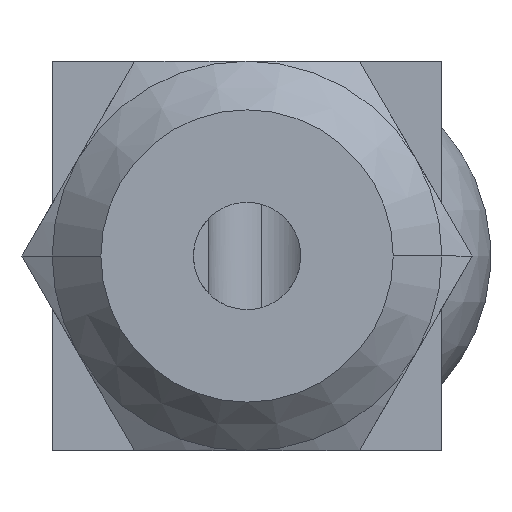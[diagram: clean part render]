
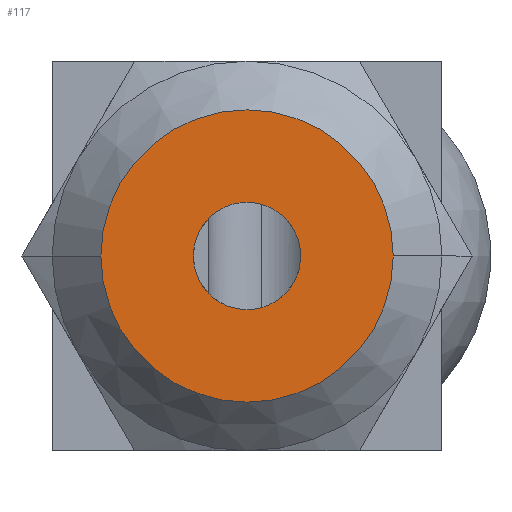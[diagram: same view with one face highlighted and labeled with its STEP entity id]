
A CAD part, front view. The second image highlights one B-rep face of the part: STEP entity #117.
In plain terms, the highlighted planar face has unit normal (0, -1, 0).
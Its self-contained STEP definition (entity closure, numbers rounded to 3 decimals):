
#117=ADVANCED_FACE('',(#261,#262),#263,.T.);
#261=FACE_BOUND('',#431,.T.);
#262=FACE_OUTER_BOUND('',#432,.T.);
#263=PLANE('',#433);
#431=EDGE_LOOP('',(#690,#691));
#432=EDGE_LOOP('',(#692,#693));
#433=AXIS2_PLACEMENT_3D('',#694,#695,#696);
#690=ORIENTED_EDGE('',*,*,#967,.T.);
#691=ORIENTED_EDGE('',*,*,#975,.T.);
#692=ORIENTED_EDGE('',*,*,#957,.F.);
#693=ORIENTED_EDGE('',*,*,#1001,.F.);
#694=CARTESIAN_POINT('',(-1.5,0.,0.0));
#695=DIRECTION('',(0.,-1.0,0.0));
#696=DIRECTION('',(1.0,0.,-0.0));
#957=EDGE_CURVE('',#1122,#1124,#1125,.T.);
#967=EDGE_CURVE('',#1141,#1138,#1142,.T.);
#975=EDGE_CURVE('',#1138,#1141,#1153,.T.);
#1001=EDGE_CURVE('',#1124,#1122,#1187,.T.);
#1122=VERTEX_POINT('',#1348);
#1124=VERTEX_POINT('',#1351);
#1125=CIRCLE('',#1352,3.);
#1138=VERTEX_POINT('',#1417);
#1141=VERTEX_POINT('',#1421);
#1142=CIRCLE('',#1422,1.1);
#1153=CIRCLE('',#1634,1.1);
#1187=CIRCLE('',#1681,3.);
#1348=CARTESIAN_POINT('',(-3.,0.,0.0));
#1351=CARTESIAN_POINT('',(3.,0.,0.));
#1352=AXIS2_PLACEMENT_3D('',#2116,#2117,#2118);
#1417=CARTESIAN_POINT('',(0.,0.,-1.1));
#1421=CARTESIAN_POINT('',(0.,0.,1.1));
#1422=AXIS2_PLACEMENT_3D('',#2128,#2129,#2130);
#1634=AXIS2_PLACEMENT_3D('',#2135,#2136,#2137);
#1681=AXIS2_PLACEMENT_3D('',#2160,#2161,#2162);
#2116=CARTESIAN_POINT('',(0.0,0.,0.0));
#2117=DIRECTION('',(0.0,1.0,0.0));
#2118=DIRECTION('',(-1.0,0.0,0.0));
#2128=CARTESIAN_POINT('',(0.,0.0,0.0));
#2129=DIRECTION('',(0.,1.0,0.0));
#2130=DIRECTION('',(0.0,0.0,-1.0));
#2135=CARTESIAN_POINT('',(0.,0.0,0.0));
#2136=DIRECTION('',(0.,1.0,0.0));
#2137=DIRECTION('',(0.0,0.0,-1.0));
#2160=CARTESIAN_POINT('',(0.0,0.,0.0));
#2161=DIRECTION('',(0.0,1.0,0.0));
#2162=DIRECTION('',(-1.0,0.0,0.0));
